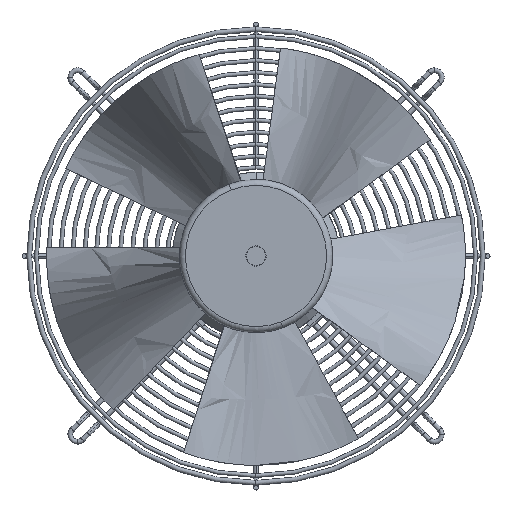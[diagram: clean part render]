
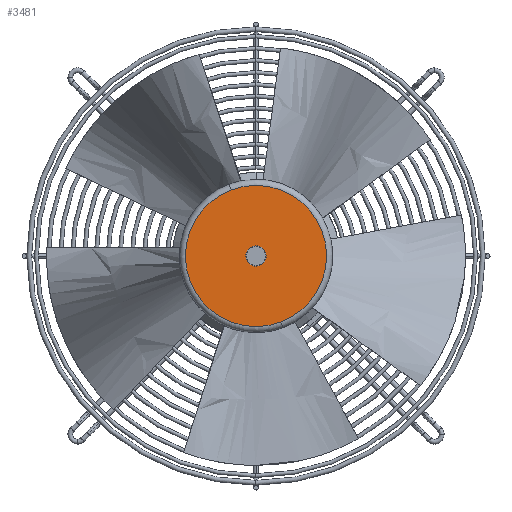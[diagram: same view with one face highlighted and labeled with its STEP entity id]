
A CAD part, front view. The second image highlights one B-rep face of the part: STEP entity #3481.
In plain terms, the highlighted face is planar.
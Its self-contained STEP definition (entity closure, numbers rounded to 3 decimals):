
#2068=CARTESIAN_POINT('',(0.,67.,0.));
#2069=DIRECTION('',(0.,1.,0.));
#2070=DIRECTION('',(0.,0.,1.));
#2071=AXIS2_PLACEMENT_3D('',#2068,#2069,#2070);
#2073=CARTESIAN_POINT('',(0.,67.,0.));
#2074=DIRECTION('',(0.,1.,0.));
#2075=DIRECTION('',(0.,0.,-1.));
#2076=AXIS2_PLACEMENT_3D('',#2073,#2074,#2075);
#2078=CARTESIAN_POINT('',(0.,67.,0.));
#2079=DIRECTION('',(0.,-1.,0.));
#2080=DIRECTION('',(0.,0.,-1.));
#2081=AXIS2_PLACEMENT_3D('',#2078,#2079,#2080);
#2083=CARTESIAN_POINT('',(0.,67.,0.));
#2084=DIRECTION('',(0.,-1.,0.));
#2085=DIRECTION('',(0.,0.,1.));
#2086=AXIS2_PLACEMENT_3D('',#2083,#2084,#2085);
#3173=CARTESIAN_POINT('',(0.,67.,8.5));
#3174=CARTESIAN_POINT('',(0.,67.,-8.5));
#3175=VERTEX_POINT('',#3173);
#3176=VERTEX_POINT('',#3174);
#3245=CARTESIAN_POINT('',(0.,67.,59.));
#3246=CARTESIAN_POINT('',(0.,67.,-59.));
#3247=VERTEX_POINT('',#3245);
#3248=VERTEX_POINT('',#3246);
#3466=CARTESIAN_POINT('',(0.,67.,0.));
#3467=DIRECTION('',(0.,1.,0.));
#3468=DIRECTION('',(0.,0.,1.));
#3469=AXIS2_PLACEMENT_3D('',#3466,#3467,#3468);
#3470=PLANE('',#3469);
#3471=ORIENTED_EDGE('',*,*,#3446,.F.);
#3472=ORIENTED_EDGE('',*,*,#3459,.F.);
#3473=EDGE_LOOP('',(#3471,#3472));
#3474=FACE_OUTER_BOUND('',#3473,.F.);
#3476=ORIENTED_EDGE('',*,*,#3475,.F.);
#3478=ORIENTED_EDGE('',*,*,#3477,.F.);
#3479=EDGE_LOOP('',(#3476,#3478));
#3480=FACE_BOUND('',#3479,.F.);
#3481=ADVANCED_FACE('',(#3474,#3480),#3470,.T.);
#2072=CIRCLE('',#2071,59.);
#2077=CIRCLE('',#2076,59.);
#2082=CIRCLE('',#2081,8.5);
#2087=CIRCLE('',#2086,8.5);
#3446=EDGE_CURVE('',#3247,#3248,#2072,.T.);
#3459=EDGE_CURVE('',#3248,#3247,#2077,.T.);
#3475=EDGE_CURVE('',#3176,#3175,#2082,.T.);
#3477=EDGE_CURVE('',#3175,#3176,#2087,.T.);
